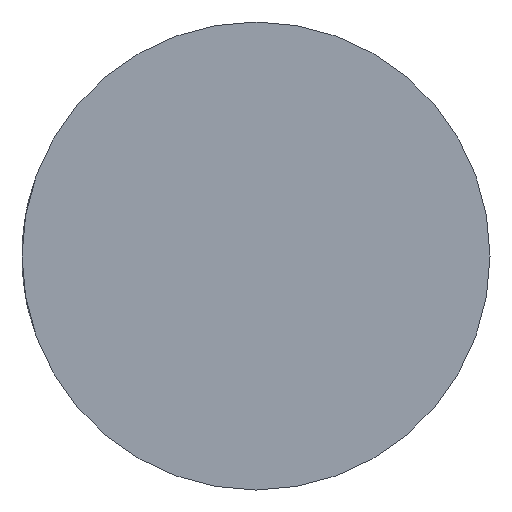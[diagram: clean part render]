
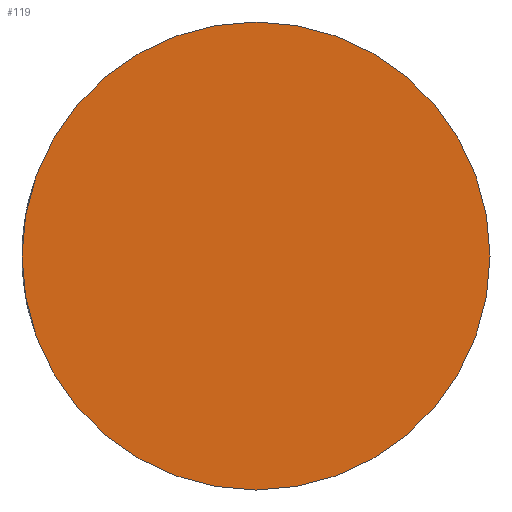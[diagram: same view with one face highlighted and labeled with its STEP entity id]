
A CAD part, front view. The second image highlights one B-rep face of the part: STEP entity #119.
In plain terms, the highlighted planar face has unit normal (0, -1, 0).
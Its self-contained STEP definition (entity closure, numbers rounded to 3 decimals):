
#15=PLANE('',#154);
#26=FACE_OUTER_BOUND('',#35,.T.);
#35=EDGE_LOOP('',(#102));
#58=CIRCLE('',#149,6.337);
#64=VERTEX_POINT('',#232);
#74=EDGE_CURVE('',#64,#64,#58,.T.);
#102=ORIENTED_EDGE('',*,*,#74,.T.);
#119=ADVANCED_FACE('',(#26),#15,.T.);
#149=AXIS2_PLACEMENT_3D('',#233,#167,#168);
#154=AXIS2_PLACEMENT_3D('',#282,#181,#182);
#167=DIRECTION('center_axis',(0.,-1.,0.));
#168=DIRECTION('ref_axis',(0.,0.,-1.));
#181=DIRECTION('center_axis',(0.,-1.,0.));
#182=DIRECTION('ref_axis',(0.,0.,-1.));
#232=CARTESIAN_POINT('',(0.,0.146,6.337));
#233=CARTESIAN_POINT('Origin',(0.,0.146,0.));
#282=CARTESIAN_POINT('Origin',(0.,0.146,0.));
